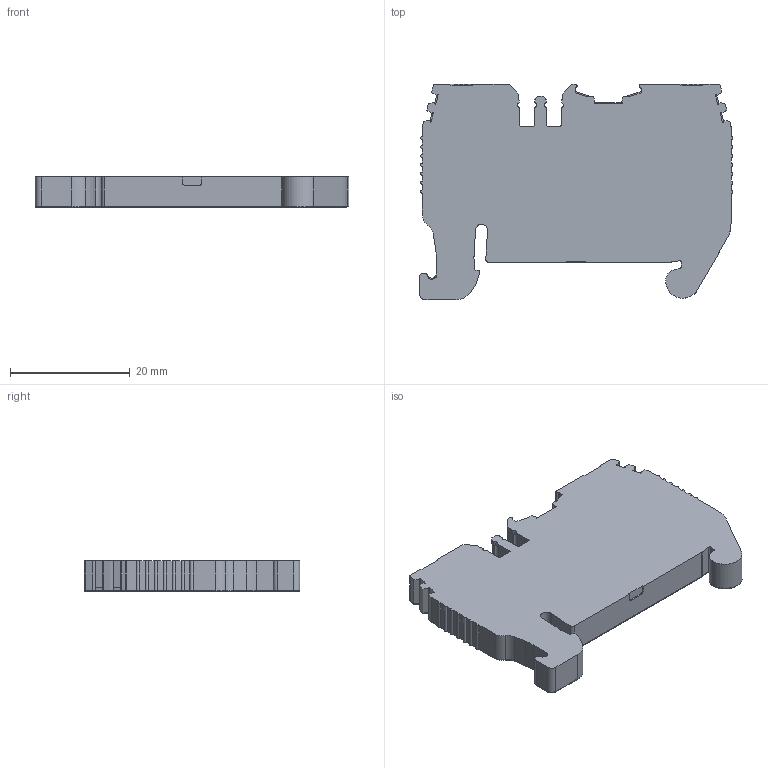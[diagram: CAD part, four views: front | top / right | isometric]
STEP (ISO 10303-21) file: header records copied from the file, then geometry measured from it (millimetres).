
FILE_DESCRIPTION (( 'STEP AP203' ), '1' );
FILE_NAME ('KN-P25DB-25.step', '2025-04-29T14:11:54', ( '' ), ( '' ), 'SwSTEP 2.0', 'SolidWorks 2024', '' );
FILE_SCHEMA (( 'CONFIG_CONTROL_DESIGN' ));
Length unit declared in the file: millimetre
Products named in the file (1): KN-P25DB-25
Bounding box: 52.48 x 36.07 x 5.15 mm (x, y, z)
Volume: 7675.6 mm3; surface area: 4277.6 mm2
Topology: 1 solids, 1 shells, 582 faces, 1688 edges, 1109 vertices
Faces by surface type: plane 308, cylinder 239, bspline 27, torus 4, cone 4
Entity records: 19680 total; most frequent: CARTESIAN_POINT 4137, ORIENTED_EDGE 3360, DIRECTION 3186, EDGE_CURVE 1680, VECTOR 1112, LINE 1112, VERTEX_POINT 1109, AXIS2_PLACEMENT_3D 1037
